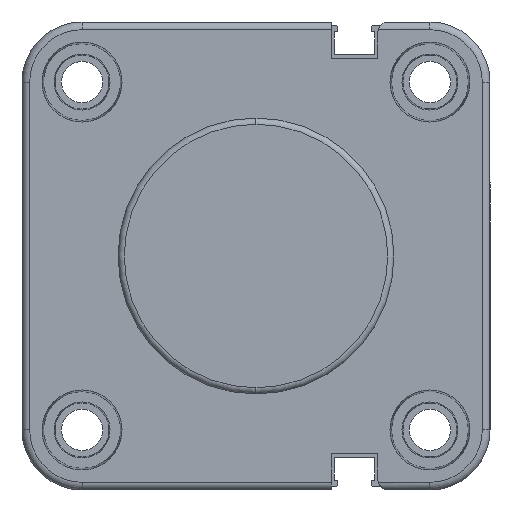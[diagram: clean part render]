
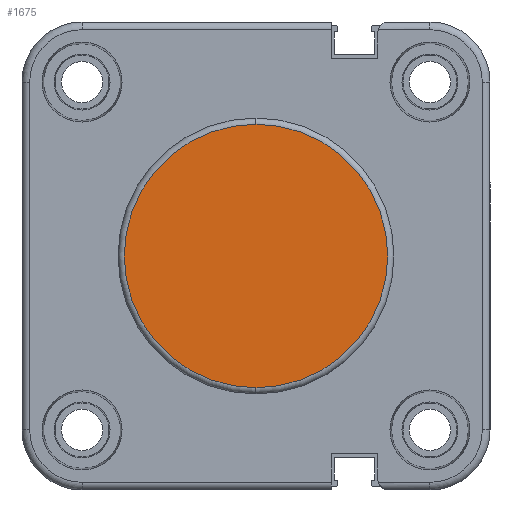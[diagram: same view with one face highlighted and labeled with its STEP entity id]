
A CAD part, left-side view. The second image highlights one B-rep face of the part: STEP entity #1675.
In plain terms, the highlighted planar face has unit normal (-1, 0, 0).
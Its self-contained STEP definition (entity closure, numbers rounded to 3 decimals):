
#1283 = CARTESIAN_POINT ( 'NONE',  ( 0., 0., -21.4 ) ) ;
#1675 = ADVANCED_FACE ( 'NONE', ( #15917 ), #27631, .T. ) ;
#1867 = CARTESIAN_POINT ( 'NONE',  ( 0., 0., 0. ) ) ;
#2937 = CIRCLE ( 'NONE', #28989, 21.4 ) ;
#5373 = ORIENTED_EDGE ( 'NONE', *, *, #24109, .T. ) ;
#6544 = DIRECTION ( 'NONE',  ( -1., 0., 0. ) ) ;
#8052 = EDGE_LOOP ( 'NONE', ( #29267, #5373 ) ) ;
#8693 = VERTEX_POINT ( 'NONE', #29174 ) ;
#11580 = AXIS2_PLACEMENT_3D ( 'NONE', #11646, #6544, #25350 ) ;
#11646 = CARTESIAN_POINT ( 'NONE',  ( 0., 0., 0. ) ) ;
#13369 = DIRECTION ( 'NONE',  ( 0., 0., 1. ) ) ;
#15875 = DIRECTION ( 'NONE',  ( 0., 0., 1. ) ) ;
#15917 = FACE_OUTER_BOUND ( 'NONE', #8052, .T. ) ;
#20857 = AXIS2_PLACEMENT_3D ( 'NONE', #30138, #25240, #13369 ) ;
#21401 = CIRCLE ( 'NONE', #20857, 21.4 ) ;
#22700 = VERTEX_POINT ( 'NONE', #1283 ) ;
#23113 = DIRECTION ( 'NONE',  ( -1., 0., 0. ) ) ;
#24109 = EDGE_CURVE ( 'NONE', #22700, #8693, #2937, .T. ) ;
#25240 = DIRECTION ( 'NONE',  ( -1., 0., 0. ) ) ;
#25350 = DIRECTION ( 'NONE',  ( 0., 0., 1. ) ) ;
#27572 = EDGE_CURVE ( 'NONE', #8693, #22700, #21401, .T. ) ;
#27631 = PLANE ( 'NONE',  #11580 ) ;
#28989 = AXIS2_PLACEMENT_3D ( 'NONE', #1867, #23113, #15875 ) ;
#29174 = CARTESIAN_POINT ( 'NONE',  ( 0., 0., 21.4 ) ) ;
#29267 = ORIENTED_EDGE ( 'NONE', *, *, #27572, .T. ) ;
#30138 = CARTESIAN_POINT ( 'NONE',  ( 0., 0., 0. ) ) ;
